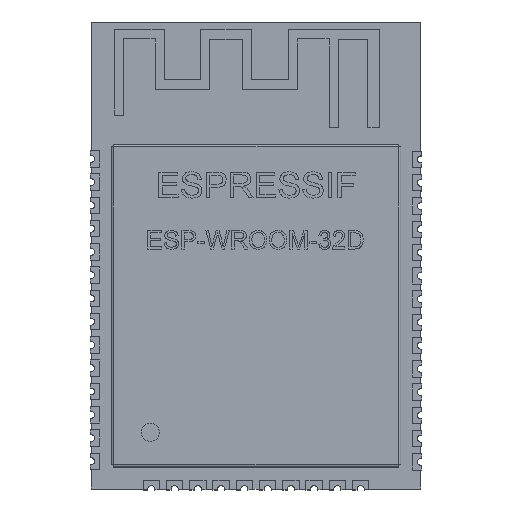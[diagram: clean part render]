
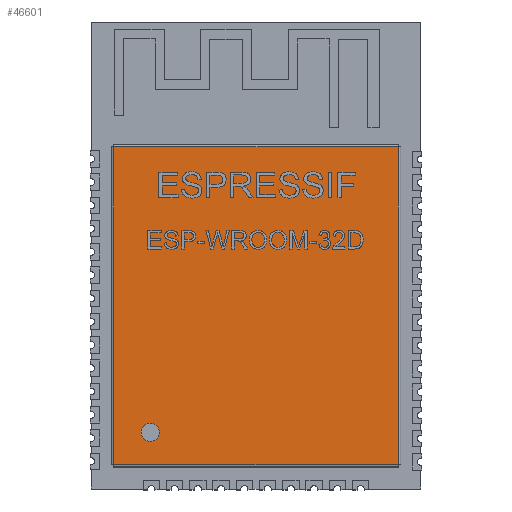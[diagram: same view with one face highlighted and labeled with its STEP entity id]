
A CAD part, top view. The second image highlights one B-rep face of the part: STEP entity #46601.
In plain terms, the highlighted planar face has unit normal (0, 0, 1).
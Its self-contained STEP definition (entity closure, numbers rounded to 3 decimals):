
#922 = EDGE_CURVE ( 'NONE', #4348, #41289, #30691, .T. ) ;
#1192 = EDGE_CURVE ( 'NONE', #42638, #31266, #10061, .T. ) ;
#2847 = DIRECTION ( 'NONE',  ( 1., 0., 0. ) ) ;
#3954 = CARTESIAN_POINT ( 'NONE',  ( 7.78, 1.32, 3. ) ) ;
#4348 = VERTEX_POINT ( 'NONE', #28567 ) ;
#4551 = CARTESIAN_POINT ( 'NONE',  ( -7.78, 1.32, 3. ) ) ;
#5610 = DIRECTION ( 'NONE',  ( 0., -1., 0. ) ) ;
#5954 = EDGE_LOOP ( 'NONE', ( #24902, #23642, #8644, #34302 ) ) ;
#8644 = ORIENTED_EDGE ( 'NONE', *, *, #1192, .F. ) ;
#8700 = EDGE_CURVE ( 'NONE', #41289, #4348, #29207, .T. ) ;
#9129 = ORIENTED_EDGE ( 'NONE', *, *, #8700, .F. ) ;
#10061 = LINE ( 'NONE', #28541, #13829 ) ;
#10274 = EDGE_CURVE ( 'NONE', #31266, #46685, #30319, .T. ) ;
#10781 = AXIS2_PLACEMENT_3D ( 'NONE', #24913, #21054, #43629 ) ;
#13369 = CARTESIAN_POINT ( 'NONE',  ( -7.78, 18.68, 3. ) ) ;
#13763 = CARTESIAN_POINT ( 'NONE',  ( -7.78, 18.68, 3. ) ) ;
#13829 = VECTOR ( 'NONE', #2847, 1000. ) ;
#15537 = CARTESIAN_POINT ( 'NONE',  ( -7.78, 18.68, 3. ) ) ;
#16480 = DIRECTION ( 'NONE',  ( 1., 0., 0. ) ) ;
#16491 = VECTOR ( 'NONE', #18071, 1000. ) ;
#17718 = VECTOR ( 'NONE', #5610, 1000. ) ;
#17892 = CARTESIAN_POINT ( 'NONE',  ( 7.78, 18.68, 3. ) ) ;
#18071 = DIRECTION ( 'NONE',  ( 0., -1., 0. ) ) ;
#18079 = EDGE_CURVE ( 'NONE', #42638, #26449, #46673, .T. ) ;
#19125 = PLANE ( 'NONE',  #22567 ) ;
#20223 = EDGE_LOOP ( 'NONE', ( #31158, #9129 ) ) ;
#21054 = DIRECTION ( 'NONE',  ( 0., 0., 1. ) ) ;
#22567 = AXIS2_PLACEMENT_3D ( 'NONE', #15537, #27521, #16480 ) ;
#23091 = CARTESIAN_POINT ( 'NONE',  ( 7.78, 18.68, 3. ) ) ;
#23642 = ORIENTED_EDGE ( 'NONE', *, *, #10274, .F. ) ;
#24186 = DIRECTION ( 'NONE',  ( 1., 0., 0. ) ) ;
#24902 = ORIENTED_EDGE ( 'NONE', *, *, #38360, .T. ) ;
#24913 = CARTESIAN_POINT ( 'NONE',  ( -5.774, 3.089, 3. ) ) ;
#26449 = VERTEX_POINT ( 'NONE', #4551 ) ;
#26848 = AXIS2_PLACEMENT_3D ( 'NONE', #45812, #34760, #24186 ) ;
#27117 = VECTOR ( 'NONE', #47549, 1000. ) ;
#27521 = DIRECTION ( 'NONE',  ( 0., 0., -1. ) ) ;
#28063 = CARTESIAN_POINT ( 'NONE',  ( -6.274, 3.089, 3. ) ) ;
#28541 = CARTESIAN_POINT ( 'NONE',  ( -7.78, 18.68, 3. ) ) ;
#28567 = CARTESIAN_POINT ( 'NONE',  ( -5.274, 3.089, 3. ) ) ;
#29207 = CIRCLE ( 'NONE', #10781, 0.5 ) ;
#30319 = LINE ( 'NONE', #23091, #17718 ) ;
#30691 = CIRCLE ( 'NONE', #26848, 0.5 ) ;
#30911 = FACE_BOUND ( 'NONE', #20223, .T. ) ;
#31158 = ORIENTED_EDGE ( 'NONE', *, *, #922, .F. ) ;
#31266 = VERTEX_POINT ( 'NONE', #17892 ) ;
#32442 = LINE ( 'NONE', #40364, #27117 ) ;
#34042 = FACE_OUTER_BOUND ( 'NONE', #5954, .T. ) ;
#34302 = ORIENTED_EDGE ( 'NONE', *, *, #18079, .T. ) ;
#34760 = DIRECTION ( 'NONE',  ( 0., 0., 1. ) ) ;
#38360 = EDGE_CURVE ( 'NONE', #26449, #46685, #32442, .T. ) ;
#40364 = CARTESIAN_POINT ( 'NONE',  ( -7.78, 1.32, 3. ) ) ;
#41289 = VERTEX_POINT ( 'NONE', #28063 ) ;
#42638 = VERTEX_POINT ( 'NONE', #13369 ) ;
#43629 = DIRECTION ( 'NONE',  ( 1., 0., 0. ) ) ;
#45812 = CARTESIAN_POINT ( 'NONE',  ( -5.774, 3.089, 3. ) ) ;
#46601 = ADVANCED_FACE ( 'NONE', ( #30911, #34042 ), #19125, .F. ) ;
#46673 = LINE ( 'NONE', #13763, #16491 ) ;
#46685 = VERTEX_POINT ( 'NONE', #3954 ) ;
#47549 = DIRECTION ( 'NONE',  ( 1., 0., 0. ) ) ;
